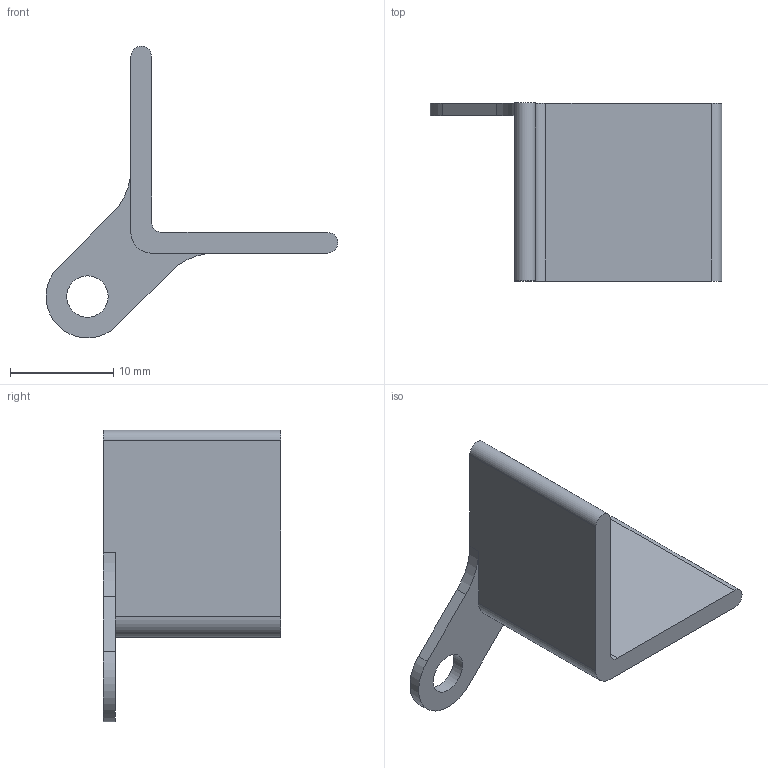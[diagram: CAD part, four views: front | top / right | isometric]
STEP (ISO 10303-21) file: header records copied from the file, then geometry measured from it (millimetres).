
FILE_DESCRIPTION(/* description */ (''),/* implementation_level */ '2;1');
FILE_NAME(/* name */ 'Culture Retainer v2.step',/* time_stamp */ '2023-05-02T23:07:25-05:00',/* author */ (''),/* organization */ (''),/* preprocessor_version */ 'ST-DEVELOPER v19.2',/* originating_system */ 'Autodesk Translation Framework v12.4.0.73',/* authorisation */ '');
FILE_SCHEMA (('AUTOMOTIVE_DESIGN { 1 0 10303 214 3 1 1 }'));
Length unit declared in the file: millimetre
Products named in the file (1): Culture Retainer
Bounding box: 28.18 x 17.2 x 28.18 mm (x, y, z)
Volume: 1375.6 mm3; surface area: 1671.2 mm2
Topology: 1 solids, 1 shells, 17 faces, 45 edges, 30 vertices
Faces by surface type: plane 9, cylinder 8
Full cylindrical faces by diameter (mm): 4 x1
Entity records: 572 total; most frequent: DIRECTION 97, CARTESIAN_POINT 93, ORIENTED_EDGE 90, EDGE_CURVE 45, AXIS2_PLACEMENT_3D 34, VERTEX_POINT 30, LINE 29, VECTOR 29
